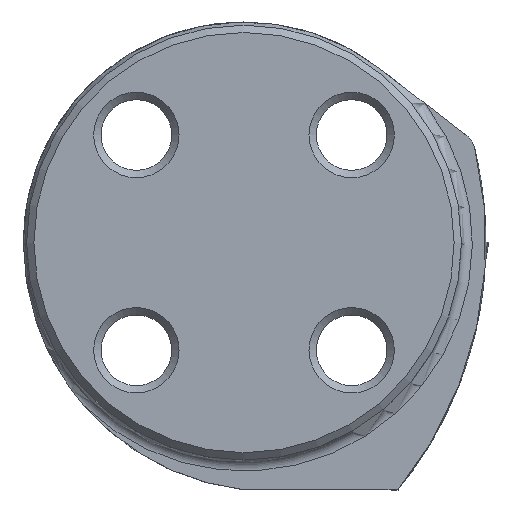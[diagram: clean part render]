
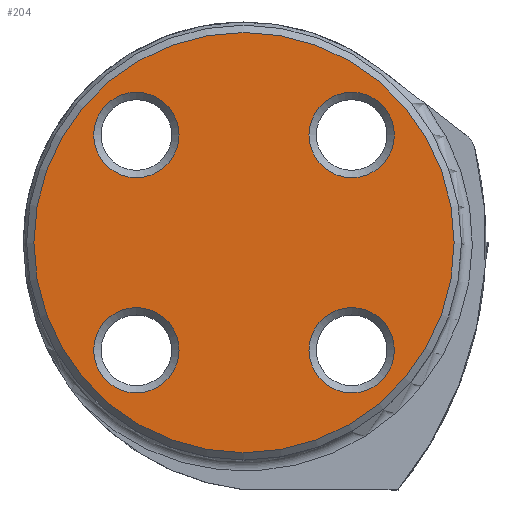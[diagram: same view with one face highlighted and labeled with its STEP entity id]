
A CAD part, top view. The second image highlights one B-rep face of the part: STEP entity #204.
In plain terms, the highlighted planar face has unit normal (0, 0, 1).
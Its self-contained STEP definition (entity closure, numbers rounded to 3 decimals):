
#123=FACE_BOUND('',#360,.T.);
#124=FACE_BOUND('',#361,.T.);
#125=FACE_BOUND('',#362,.T.);
#126=FACE_BOUND('',#363,.T.);
#127=FACE_BOUND('',#364,.T.);
#163=PLANE('',#1572);
#204=ADVANCED_FACE('',(#123,#124,#125,#126,#127),#163,.F.);
#360=EDGE_LOOP('',(#790));
#361=EDGE_LOOP('',(#791));
#362=EDGE_LOOP('',(#792));
#363=EDGE_LOOP('',(#793));
#364=EDGE_LOOP('',(#794));
#556=CIRCLE('',#1566,19.325);
#557=CIRCLE('',#1568,3.925);
#558=CIRCLE('',#1569,3.925);
#559=CIRCLE('',#1570,3.925);
#560=CIRCLE('',#1571,3.925);
#790=ORIENTED_EDGE('',*,*,#1305,.F.);
#791=ORIENTED_EDGE('',*,*,#1306,.T.);
#792=ORIENTED_EDGE('',*,*,#1307,.T.);
#793=ORIENTED_EDGE('',*,*,#1308,.F.);
#794=ORIENTED_EDGE('',*,*,#1304,.F.);
#1133=VERTEX_POINT('',#3537);
#1134=VERTEX_POINT('',#3540);
#1135=VERTEX_POINT('',#3542);
#1136=VERTEX_POINT('',#3544);
#1137=VERTEX_POINT('',#3546);
#1304=EDGE_CURVE('',#1133,#1133,#556,.T.);
#1305=EDGE_CURVE('',#1134,#1134,#557,.T.);
#1306=EDGE_CURVE('',#1135,#1135,#558,.T.);
#1307=EDGE_CURVE('',#1136,#1136,#559,.T.);
#1308=EDGE_CURVE('',#1137,#1137,#560,.T.);
#1566=AXIS2_PLACEMENT_3D('',#3536,#1758,#1759);
#1568=AXIS2_PLACEMENT_3D('',#3539,#1762,#1763);
#1569=AXIS2_PLACEMENT_3D('',#3541,#1764,#1765);
#1570=AXIS2_PLACEMENT_3D('',#3543,#1766,#1767);
#1571=AXIS2_PLACEMENT_3D('',#3545,#1768,#1769);
#1572=AXIS2_PLACEMENT_3D('',#3547,#1770,#1771);
#1758=DIRECTION('',(0.,0.,-1.));
#1759=DIRECTION('',(1.,0.,0.));
#1762=DIRECTION('',(0.,0.,1.));
#1763=DIRECTION('',(1.,0.,0.));
#1764=DIRECTION('',(0.,0.,-1.));
#1765=DIRECTION('',(1.,0.,0.));
#1766=DIRECTION('',(0.,0.,-1.));
#1767=DIRECTION('',(1.,0.,0.));
#1768=DIRECTION('',(0.,0.,1.));
#1769=DIRECTION('',(1.,0.,0.));
#1770=DIRECTION('',(0.,0.,-1.));
#1771=DIRECTION('',(1.,0.,0.));
#3536=CARTESIAN_POINT('',(0.,0.,0.));
#3537=CARTESIAN_POINT('',(19.325,0.,0.));
#3539=CARTESIAN_POINT('',(-9.899,-9.899,0.));
#3540=CARTESIAN_POINT('',(-5.974,-9.899,0.));
#3541=CARTESIAN_POINT('',(-9.899,9.899,0.));
#3542=CARTESIAN_POINT('',(-5.974,9.899,0.));
#3543=CARTESIAN_POINT('',(9.899,-9.899,0.));
#3544=CARTESIAN_POINT('',(13.824,-9.899,0.));
#3545=CARTESIAN_POINT('',(9.899,9.899,0.));
#3546=CARTESIAN_POINT('',(13.824,9.899,0.));
#3547=CARTESIAN_POINT('',(0.,0.,0.));
